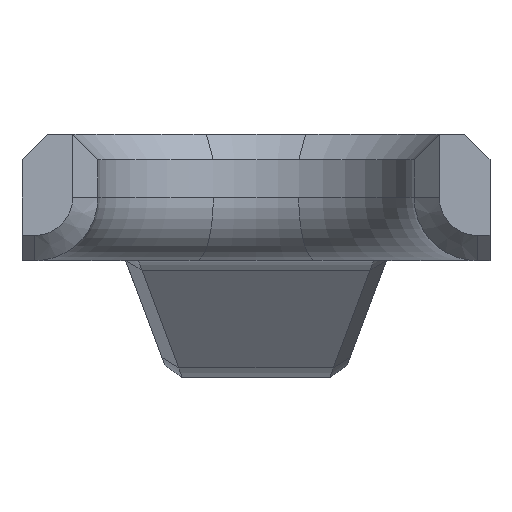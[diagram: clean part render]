
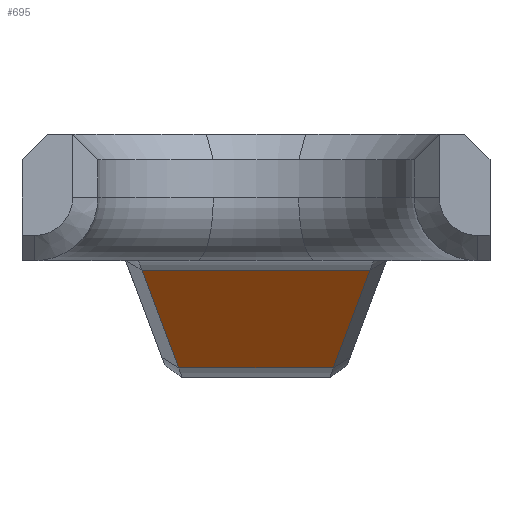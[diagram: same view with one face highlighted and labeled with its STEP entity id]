
A CAD part, front view. The second image highlights one B-rep face of the part: STEP entity #695.
In plain terms, the highlighted planar face has unit normal (0, -0.347, -0.938).
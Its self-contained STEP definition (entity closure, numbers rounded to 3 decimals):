
#166 = VERTEX_POINT('',#167);
#167 = CARTESIAN_POINT('',(3.601,-49.16,3.389
    ));
#182 = EDGE_CURVE('',#166,#183,#185,.T.);
#183 = VERTEX_POINT('',#184);
#184 = CARTESIAN_POINT('',(-3.601,-49.16,
    3.389));
#185 = LINE('',#186,#187);
#186 = CARTESIAN_POINT('',(4.12,-49.16,3.389
    ));
#187 = VECTOR('',#188,1.);
#188 = DIRECTION('',(-1.,0.,0.));
#695 = ADVANCED_FACE('',(#696),#721,.F.);
#696 = FACE_BOUND('',#697,.F.);
#697 = EDGE_LOOP('',(#698,#708,#714,#715));
#698 = ORIENTED_EDGE('',*,*,#699,.T.);
#699 = EDGE_CURVE('',#700,#702,#704,.T.);
#700 = VERTEX_POINT('',#701);
#701 = CARTESIAN_POINT('',(2.446,-40.84,0.311
    ));
#702 = VERTEX_POINT('',#703);
#703 = CARTESIAN_POINT('',(-2.446,-40.84,
    0.311));
#704 = LINE('',#705,#706);
#705 = CARTESIAN_POINT('',(2.733,-40.84,0.311
    ));
#706 = VECTOR('',#707,1.);
#707 = DIRECTION('',(-1.,0.,0.));
#708 = ORIENTED_EDGE('',*,*,#709,.T.);
#709 = EDGE_CURVE('',#702,#183,#710,.T.);
#710 = LINE('',#711,#712);
#711 = CARTESIAN_POINT('',(-2.453,-40.888,0.329
    ));
#712 = VECTOR('',#713,1.);
#713 = DIRECTION('',(-0.129,-0.93,0.344));
#714 = ORIENTED_EDGE('',*,*,#182,.F.);
#715 = ORIENTED_EDGE('',*,*,#716,.F.);
#716 = EDGE_CURVE('',#700,#166,#717,.T.);
#717 = LINE('',#718,#719);
#718 = CARTESIAN_POINT('',(2.453,-40.888,0.329)
  );
#719 = VECTOR('',#720,1.);
#720 = DIRECTION('',(0.129,-0.93,0.344));
#721 = PLANE('',#722);
#722 = AXIS2_PLACEMENT_3D('',#723,#724,#725);
#723 = CARTESIAN_POINT('',(2.733,-45.,1.85));
#724 = DIRECTION('',(0.,0.347,0.938));
#725 = DIRECTION('',(-1.,0.,0.));
